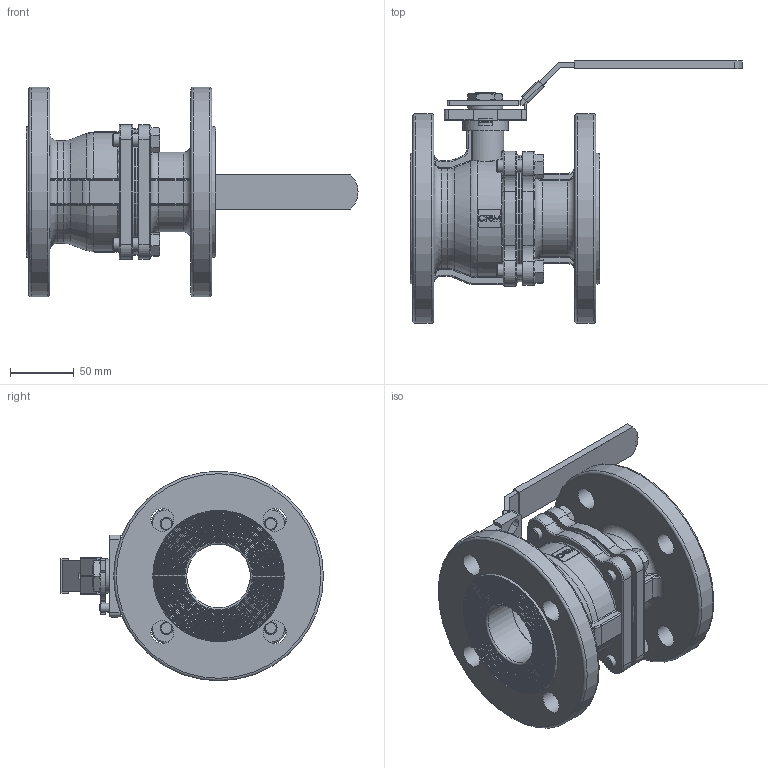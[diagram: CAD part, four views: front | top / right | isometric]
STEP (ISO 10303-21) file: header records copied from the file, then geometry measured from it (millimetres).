
FILE_DESCRIPTION(/* description */ ('Unknown'),/* implementation_level */ '2;1');
FILE_NAME(/* name */ '920-09',/* time_stamp */ '2022-07-01T08:49:37+02:00',/* author */ ('Unknown'),/* organization */ ('Unknown'),/* preprocessor_version */ 'ST-DEVELOPER v16.7',/* originating_system */ 'Solid Edge',/* authorisation */ 'Unknown');
FILE_SCHEMA (('AUTOMOTIVE_DESIGN {1 0 10303 214 3 1 1}'));
Products named in the file (15): 8M.220.050_WESA 920-09; MV-24D-S-DN50; MV-24D-ST-DN50; MV-24D-DD-DN50; MV-24D-KZ-DN50; MV-24D-PD-DN50; MV-24D-G(J)-DN50; MV-24D-LZ-DN50; MV-24D-T(J)-DN50; MV-24D-YT-DN50; MV-24D-FGM-DN50; MV-24D-TL-DN50; MV-24D-FG-DN50; MV-24D-FS-DN50; MV-24D-DW-DN50
Assembly tree (19 placements, depth 2):
  8M.220.050_WESA 920-09
    MV-24D-S-DN50
    MV-24D-ST-DN50
    MV-24D-DD-DN50  x2
    MV-24D-KZ-DN50
    MV-24D-PD-DN50
    MV-24D-G(J)-DN50
    MV-24D-LZ-DN50  x4
    MV-24D-T(J)-DN50
    MV-24D-YT-DN50
    MV-24D-FGM-DN50  x2
    MV-24D-TL-DN50
    MV-24D-FG-DN50
    MV-24D-FS-DN50
    MV-24D-DW-DN50
Bounding box: 261.2 x 206.8 x 165 mm (x, y, z)
Volume: 1063480.6 mm3; surface area: 257484.1 mm2
Topology: 19 solids, 19 shells, 1078 faces, 2579 edges, 1627 vertices
Faces by surface type: plane 424, cylinder 218, cone 187, bspline 177, torus 71, sphere 1
Full cylindrical faces by diameter (mm): 5 x1, 6 x1, 7 x1, 8 x1, 8.8 x4, 10 x4, 12 x4, 13.4 x1, 16.5 x2, 18 x10, 18.1 x3, 18.4 x2, 18.5 x1, 22.5 x3, 22.7 x2, 27.5 x3, 32.5 x1, 36 x1, 50 x2, 53.4 x2, 68 x2, 78.6 x1, 78.9 x1, 79 x1, 94 x1, 99.5 x2, 165 x2
Entity records: 59883 total; most frequent: CARTESIAN_POINT 37840, ORIENTED_EDGE 4406, DIRECTION 4072, EDGE_CURVE 2203, AXIS2_PLACEMENT_3D 1538, VERTEX_POINT 1518, EDGE_LOOP 1355, FACE_BOUND 1355
